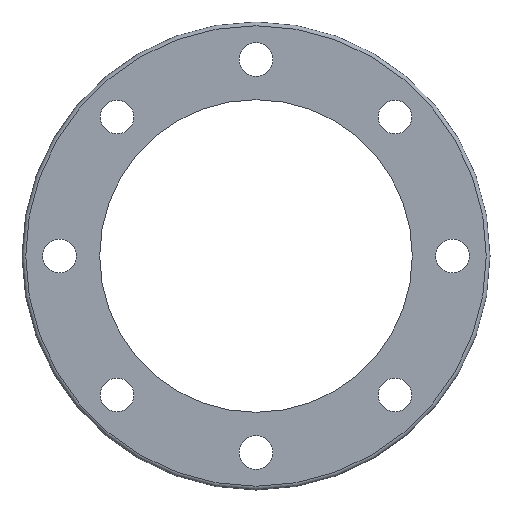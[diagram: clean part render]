
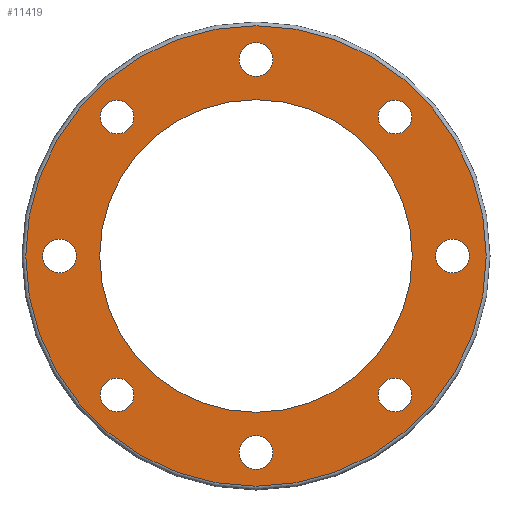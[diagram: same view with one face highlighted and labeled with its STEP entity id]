
A CAD part, front view. The second image highlights one B-rep face of the part: STEP entity #11419.
In plain terms, the highlighted planar face has unit normal (0, -1, 0).
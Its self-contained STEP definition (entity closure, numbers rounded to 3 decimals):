
#58=FACE_BOUND('',#2994,.T.);
#59=FACE_BOUND('',#2995,.T.);
#60=FACE_BOUND('',#2996,.T.);
#61=FACE_BOUND('',#2997,.T.);
#62=FACE_BOUND('',#2998,.T.);
#63=FACE_BOUND('',#2999,.T.);
#64=FACE_BOUND('',#3000,.T.);
#65=FACE_BOUND('',#3001,.T.);
#66=FACE_BOUND('',#3002,.T.);
#142=PLANE('',#13526);
#2138=FACE_OUTER_BOUND('',#2993,.T.);
#2993=EDGE_LOOP('',(#10266));
#2994=EDGE_LOOP('',(#10267));
#2995=EDGE_LOOP('',(#10268));
#2996=EDGE_LOOP('',(#10269));
#2997=EDGE_LOOP('',(#10270));
#2998=EDGE_LOOP('',(#10271));
#2999=EDGE_LOOP('',(#10272));
#3000=EDGE_LOOP('',(#10273));
#3001=EDGE_LOOP('',(#10274));
#3002=EDGE_LOOP('',(#10275));
#4313=CIRCLE('',#13524,123.);
#4315=CIRCLE('',#13527,83.5);
#4316=CIRCLE('',#13528,9.);
#4317=CIRCLE('',#13529,9.);
#4318=CIRCLE('',#13530,9.);
#4319=CIRCLE('',#13531,9.);
#4320=CIRCLE('',#13532,9.);
#4321=CIRCLE('',#13533,9.);
#4322=CIRCLE('',#13534,9.);
#4323=CIRCLE('',#13535,9.);
#5230=VERTEX_POINT('',#21543);
#5232=VERTEX_POINT('',#21548);
#5233=VERTEX_POINT('',#21550);
#5234=VERTEX_POINT('',#21552);
#5235=VERTEX_POINT('',#21554);
#5236=VERTEX_POINT('',#21556);
#5237=VERTEX_POINT('',#21558);
#5238=VERTEX_POINT('',#21560);
#5239=VERTEX_POINT('',#21562);
#5240=VERTEX_POINT('',#21564);
#6915=EDGE_CURVE('',#5230,#5230,#4313,.T.);
#6917=EDGE_CURVE('',#5232,#5232,#4315,.T.);
#6918=EDGE_CURVE('',#5233,#5233,#4316,.T.);
#6919=EDGE_CURVE('',#5234,#5234,#4317,.T.);
#6920=EDGE_CURVE('',#5235,#5235,#4318,.T.);
#6921=EDGE_CURVE('',#5236,#5236,#4319,.T.);
#6922=EDGE_CURVE('',#5237,#5237,#4320,.T.);
#6923=EDGE_CURVE('',#5238,#5238,#4321,.T.);
#6924=EDGE_CURVE('',#5239,#5239,#4322,.T.);
#6925=EDGE_CURVE('',#5240,#5240,#4323,.T.);
#10266=ORIENTED_EDGE('',*,*,#6915,.F.);
#10267=ORIENTED_EDGE('',*,*,#6917,.T.);
#10268=ORIENTED_EDGE('',*,*,#6918,.T.);
#10269=ORIENTED_EDGE('',*,*,#6919,.T.);
#10270=ORIENTED_EDGE('',*,*,#6920,.T.);
#10271=ORIENTED_EDGE('',*,*,#6921,.T.);
#10272=ORIENTED_EDGE('',*,*,#6922,.T.);
#10273=ORIENTED_EDGE('',*,*,#6923,.T.);
#10274=ORIENTED_EDGE('',*,*,#6924,.T.);
#10275=ORIENTED_EDGE('',*,*,#6925,.T.);
#11419=ADVANCED_FACE('',(#2138,#58,#59,#60,#61,#62,#63,#64,#65,#66),#142,
 .T.);
#13524=AXIS2_PLACEMENT_3D('',#21544,#18116,#18117);
#13526=AXIS2_PLACEMENT_3D('',#21547,#18120,#18121);
#13527=AXIS2_PLACEMENT_3D('',#21549,#18122,#18123);
#13528=AXIS2_PLACEMENT_3D('',#21551,#18124,#18125);
#13529=AXIS2_PLACEMENT_3D('',#21553,#18126,#18127);
#13530=AXIS2_PLACEMENT_3D('',#21555,#18128,#18129);
#13531=AXIS2_PLACEMENT_3D('',#21557,#18130,#18131);
#13532=AXIS2_PLACEMENT_3D('',#21559,#18132,#18133);
#13533=AXIS2_PLACEMENT_3D('',#21561,#18134,#18135);
#13534=AXIS2_PLACEMENT_3D('',#21563,#18136,#18137);
#13535=AXIS2_PLACEMENT_3D('',#21565,#18138,#18139);
#18116=DIRECTION('center_axis',(0.,1.,0.));
#18117=DIRECTION('ref_axis',(1.,0.,0.));
#18120=DIRECTION('center_axis',(0.,-1.,0.));
#18121=DIRECTION('ref_axis',(0.,0.,-1.));
#18122=DIRECTION('center_axis',(0.,1.,0.));
#18123=DIRECTION('ref_axis',(1.,0.,0.));
#18124=DIRECTION('center_axis',(0.,1.,0.));
#18125=DIRECTION('ref_axis',(1.,0.,0.));
#18126=DIRECTION('center_axis',(0.,1.,0.));
#18127=DIRECTION('ref_axis',(0.707,0.,-0.707));
#18128=DIRECTION('center_axis',(0.,1.,0.));
#18129=DIRECTION('ref_axis',(0.,0.,-1.));
#18130=DIRECTION('center_axis',(0.,1.,0.));
#18131=DIRECTION('ref_axis',(-0.707,0.,-0.707));
#18132=DIRECTION('center_axis',(0.,1.,0.));
#18133=DIRECTION('ref_axis',(-1.,0.,0.));
#18134=DIRECTION('center_axis',(0.,1.,0.));
#18135=DIRECTION('ref_axis',(-0.707,0.,0.707));
#18136=DIRECTION('center_axis',(0.,1.,0.));
#18137=DIRECTION('ref_axis',(0.,0.,1.));
#18138=DIRECTION('center_axis',(0.,1.,0.));
#18139=DIRECTION('ref_axis',(0.707,0.,0.707));
#21543=CARTESIAN_POINT('',(-123.,0.,0.));
#21544=CARTESIAN_POINT('Origin',(0.,0.,0.));
#21547=CARTESIAN_POINT('Origin',(-125.,0.,0.));
#21548=CARTESIAN_POINT('',(-83.5,0.,0.));
#21549=CARTESIAN_POINT('Origin',(0.,0.,0.));
#21550=CARTESIAN_POINT('',(-9.,0.,-105.));
#21551=CARTESIAN_POINT('Origin',(0.,0.,-105.));
#21552=CARTESIAN_POINT('',(-80.61,0.,-67.882));
#21553=CARTESIAN_POINT('Origin',(-74.246,0.,-74.246));
#21554=CARTESIAN_POINT('',(-105.,0.,9.));
#21555=CARTESIAN_POINT('Origin',(-105.,0.,0.));
#21556=CARTESIAN_POINT('',(-67.882,0.,80.61));
#21557=CARTESIAN_POINT('Origin',(-74.246,0.,74.246));
#21558=CARTESIAN_POINT('',(9.,0.,105.));
#21559=CARTESIAN_POINT('Origin',(0.,0.,105.));
#21560=CARTESIAN_POINT('',(80.61,0.,67.882));
#21561=CARTESIAN_POINT('Origin',(74.246,0.,74.246));
#21562=CARTESIAN_POINT('',(105.,0.,-9.));
#21563=CARTESIAN_POINT('Origin',(105.,0.,0.));
#21564=CARTESIAN_POINT('',(67.882,0.,-80.61));
#21565=CARTESIAN_POINT('Origin',(74.246,0.,-74.246));
